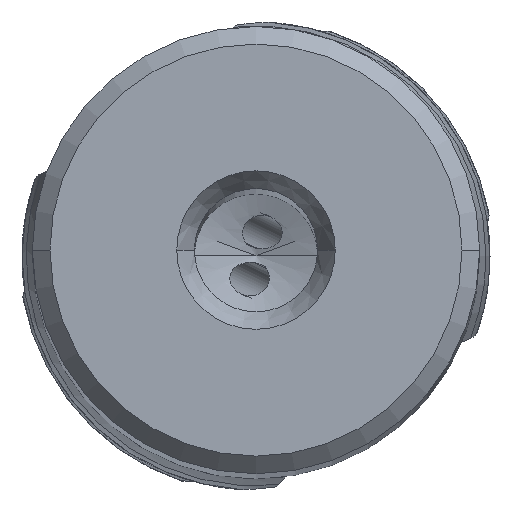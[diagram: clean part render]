
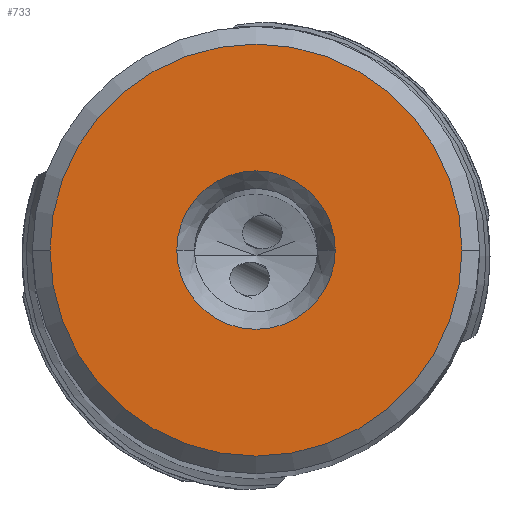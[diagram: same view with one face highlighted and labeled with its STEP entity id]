
A CAD part, top view. The second image highlights one B-rep face of the part: STEP entity #733.
In plain terms, the highlighted planar face has unit normal (0, 0, 1).
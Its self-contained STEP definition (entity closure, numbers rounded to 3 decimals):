
#103=FACE_BOUND('',#1334,.T.);
#104=FACE_BOUND('',#1335,.T.);
#733=ADVANCED_FACE('',(#103,#104),#906,.T.);
#906=PLANE('',#5450);
#1334=EDGE_LOOP('',(#2721,#2722,#2723));
#1335=EDGE_LOOP('',(#2724,#2725));
#1585=CIRCLE('',#5444,11.7);
#1586=CIRCLE('',#5445,11.7);
#1587=CIRCLE('',#5447,11.7);
#1588=CIRCLE('',#5448,4.5);
#1589=CIRCLE('',#5449,4.5);
#2721=ORIENTED_EDGE('',*,*,#4379,.F.);
#2722=ORIENTED_EDGE('',*,*,#4378,.F.);
#2723=ORIENTED_EDGE('',*,*,#4377,.F.);
#2724=ORIENTED_EDGE('',*,*,#4380,.F.);
#2725=ORIENTED_EDGE('',*,*,#4381,.F.);
#3690=VERTEX_POINT('',#11483);
#3691=VERTEX_POINT('',#11485);
#3692=VERTEX_POINT('',#11487);
#3693=VERTEX_POINT('',#11492);
#3694=VERTEX_POINT('',#11493);
#4377=EDGE_CURVE('',#3691,#3692,#1585,.T.);
#4378=EDGE_CURVE('',#3692,#3690,#1586,.T.);
#4379=EDGE_CURVE('',#3690,#3691,#1587,.T.);
#4380=EDGE_CURVE('',#3693,#3694,#1588,.T.);
#4381=EDGE_CURVE('',#3694,#3693,#1589,.T.);
#5444=AXIS2_PLACEMENT_3D('',#11486,#6491,#6492);
#5445=AXIS2_PLACEMENT_3D('',#11488,#6493,#6494);
#5447=AXIS2_PLACEMENT_3D('',#11490,#6497,#6498);
#5448=AXIS2_PLACEMENT_3D('',#11491,#6499,#6500);
#5449=AXIS2_PLACEMENT_3D('',#11494,#6501,#6502);
#5450=AXIS2_PLACEMENT_3D('',#11495,#6503,#6504);
#6491=DIRECTION('',(0.,0.,-1.));
#6492=DIRECTION('',(1.,0.,0.));
#6493=DIRECTION('',(0.,0.,-1.));
#6494=DIRECTION('',(0.,-1.,0.));
#6497=DIRECTION('',(0.,0.,-1.));
#6498=DIRECTION('',(-1.,0.,0.));
#6499=DIRECTION('',(0.,0.,1.));
#6500=DIRECTION('',(-1.,0.,0.));
#6501=DIRECTION('',(0.,0.,1.));
#6502=DIRECTION('',(1.,0.,0.));
#6503=DIRECTION('',(0.,0.,1.));
#6504=DIRECTION('',(-1.,0.,0.));
#11483=CARTESIAN_POINT('',(-11.7,0.,0.));
#11485=CARTESIAN_POINT('',(11.7,0.,0.));
#11486=CARTESIAN_POINT('',(0.,0.,0.));
#11487=CARTESIAN_POINT('',(0.,-11.7,0.));
#11488=CARTESIAN_POINT('',(0.,0.,0.));
#11490=CARTESIAN_POINT('',(0.,0.,0.));
#11491=CARTESIAN_POINT('',(0.,0.,0.));
#11492=CARTESIAN_POINT('',(-4.5,0.,0.));
#11493=CARTESIAN_POINT('',(4.5,0.,0.));
#11494=CARTESIAN_POINT('',(0.,0.,0.));
#11495=CARTESIAN_POINT('',(0.,0.,0.));
